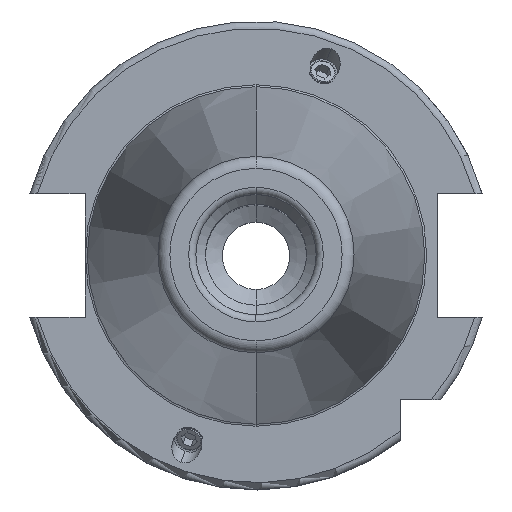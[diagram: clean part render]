
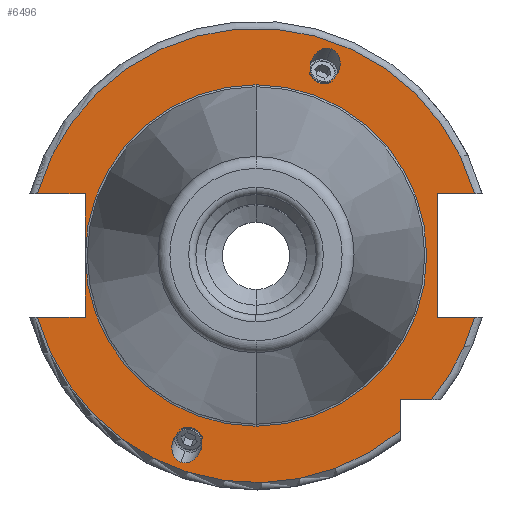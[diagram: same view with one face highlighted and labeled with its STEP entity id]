
A CAD part, top view. The second image highlights one B-rep face of the part: STEP entity #6496.
In plain terms, the highlighted planar face has unit normal (0, 0, 1).
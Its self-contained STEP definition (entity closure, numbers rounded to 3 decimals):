
#814=CARTESIAN_POINT('',(0,0,15.9));
#815=DIRECTION('',(0,0,1));
#816=DIRECTION('',(0.962,0.272,0));
#817=AXIS2_PLACEMENT_3D('',#814,#815,#816);
#865=CARTESIAN_POINT('',(0,0,15.9));
#866=DIRECTION('',(0,0,1));
#867=DIRECTION('',(-0.962,-0.272,0));
#868=AXIS2_PLACEMENT_3D('',#865,#866,#867);
#884=DIRECTION('',(1,0,0));
#885=VECTOR('',#884,9.969);
#886=CARTESIAN_POINT('',(-45.469,-12.85,15.9));
#887=LINE('',#886,#885);
#888=DIRECTION('',(0.,1,0));
#889=VECTOR('',#888,12.85);
#890=CARTESIAN_POINT('',(-35.5,-12.85,15.9));
#891=LINE('',#890,#889);
#892=DIRECTION('',(0.,1,0));
#893=VECTOR('',#892,12.85);
#894=CARTESIAN_POINT('',(-35.5,0,15.9));
#895=LINE('',#894,#893);
#896=DIRECTION('',(1,0,0));
#897=VECTOR('',#896,9.969);
#898=CARTESIAN_POINT('',(-45.469,12.85,15.9));
#899=LINE('',#898,#897);
#900=DIRECTION('',(-1,0,0));
#901=VECTOR('',#900,7.769);
#902=CARTESIAN_POINT('',(45.469,12.85,15.9));
#903=LINE('',#902,#901);
#904=DIRECTION('',(0,-1,0));
#905=VECTOR('',#904,25.7);
#906=CARTESIAN_POINT('',(37.7,12.85,15.9));
#907=LINE('',#906,#905);
#908=DIRECTION('',(-1,0,0));
#909=VECTOR('',#908,7.769);
#910=CARTESIAN_POINT('',(45.469,-12.85,15.9));
#911=LINE('',#910,#909);
#912=CARTESIAN_POINT('',(0,0,15.9));
#913=DIRECTION('',(0,0,1));
#914=DIRECTION('',(0.773,-0.635,0));
#915=AXIS2_PLACEMENT_3D('',#912,#913,#914);
#917=DIRECTION('',(-1,0,0));
#918=VECTOR('',#917,6.504);
#919=CARTESIAN_POINT('',(36.504,-30,15.9));
#920=LINE('',#919,#918);
#921=DIRECTION('',(0,1,0));
#922=VECTOR('',#921,6.504);
#923=CARTESIAN_POINT('',(30,-36.504,15.9));
#924=LINE('',#923,#922);
#925=CARTESIAN_POINT('',(15.638,42.966,15.9));
#926=CARTESIAN_POINT('',(15.301,43.089,15.9));
#927=CARTESIAN_POINT('',(14.517,43.205,15.9));
#928=CARTESIAN_POINT('',(13.205,42.774,15.9));
#929=CARTESIAN_POINT('',(12.281,41.938,15.9));
#930=CARTESIAN_POINT('',(11.759,41.131,15.9));
#931=CARTESIAN_POINT('',(11.484,40.516,15.9));
#932=CARTESIAN_POINT('',(11.299,39.867,15.9));
#933=CARTESIAN_POINT('',(11.18,38.913,15.9));
#934=CARTESIAN_POINT('',(11.35,37.679,15.9));
#935=CARTESIAN_POINT('',(12.078,36.506,15.9));
#936=CARTESIAN_POINT('',(12.754,36.091,15.9));
#937=CARTESIAN_POINT('',(13.091,35.968,15.9));
#939=CARTESIAN_POINT('',(13.091,35.968,15.9));
#940=CARTESIAN_POINT('',(13.429,35.845,15.9));
#941=CARTESIAN_POINT('',(14.213,35.729,15.9));
#942=CARTESIAN_POINT('',(15.525,36.16,15.9));
#943=CARTESIAN_POINT('',(16.448,36.996,15.9));
#944=CARTESIAN_POINT('',(16.971,37.803,15.9));
#945=CARTESIAN_POINT('',(17.246,38.418,15.9));
#946=CARTESIAN_POINT('',(17.431,39.067,15.9));
#947=CARTESIAN_POINT('',(17.549,40.021,15.9));
#948=CARTESIAN_POINT('',(17.379,41.255,15.9));
#949=CARTESIAN_POINT('',(16.651,42.428,15.9));
#950=CARTESIAN_POINT('',(15.976,42.843,15.9));
#951=CARTESIAN_POINT('',(15.638,42.966,15.9));
#953=CARTESIAN_POINT('',(-15.638,-42.966,15.9));
#954=CARTESIAN_POINT('',(-15.976,-42.843,15.9));
#955=CARTESIAN_POINT('',(-16.651,-42.428,15.9));
#956=CARTESIAN_POINT('',(-17.379,-41.255,15.9));
#957=CARTESIAN_POINT('',(-17.549,-40.021,15.9));
#958=CARTESIAN_POINT('',(-17.431,-39.067,15.9));
#959=CARTESIAN_POINT('',(-17.246,-38.418,15.9));
#960=CARTESIAN_POINT('',(-16.971,-37.803,15.9));
#961=CARTESIAN_POINT('',(-16.448,-36.996,15.9));
#962=CARTESIAN_POINT('',(-15.525,-36.16,15.9));
#963=CARTESIAN_POINT('',(-14.213,-35.729,15.9));
#964=CARTESIAN_POINT('',(-13.429,-35.845,15.9));
#965=CARTESIAN_POINT('',(-13.091,-35.968,15.9));
#967=CARTESIAN_POINT('',(-13.091,-35.968,15.9));
#968=CARTESIAN_POINT('',(-12.754,-36.091,15.9));
#969=CARTESIAN_POINT('',(-12.078,-36.506,15.9));
#970=CARTESIAN_POINT('',(-11.35,-37.679,15.9));
#971=CARTESIAN_POINT('',(-11.18,-38.913,15.9));
#972=CARTESIAN_POINT('',(-11.299,-39.867,15.9));
#973=CARTESIAN_POINT('',(-11.484,-40.516,15.9));
#974=CARTESIAN_POINT('',(-11.759,-41.131,15.9));
#975=CARTESIAN_POINT('',(-12.281,-41.938,15.9));
#976=CARTESIAN_POINT('',(-13.205,-42.774,15.9));
#977=CARTESIAN_POINT('',(-14.517,-43.205,15.9));
#978=CARTESIAN_POINT('',(-15.301,-43.089,15.9));
#979=CARTESIAN_POINT('',(-15.638,-42.966,15.9));
#981=CARTESIAN_POINT('',(0,0,15.9));
#982=DIRECTION('',(0,0,1));
#983=DIRECTION('',(0,1,0));
#984=AXIS2_PLACEMENT_3D('',#981,#982,#983);
#996=CARTESIAN_POINT('',(0,0,15.9));
#997=DIRECTION('',(0,0,1));
#998=DIRECTION('',(-1,0,0));
#999=AXIS2_PLACEMENT_3D('',#996,#997,#998);
#1001=CARTESIAN_POINT('',(0,0,15.9));
#1002=DIRECTION('',(0,0,-1));
#1003=DIRECTION('',(0,1,0));
#1004=AXIS2_PLACEMENT_3D('',#1001,#1002,#1003);
#4918=CARTESIAN_POINT('',(0,35.5,15.9));
#4920=VERTEX_POINT('',#4918);
#4940=CARTESIAN_POINT('',(0,-35.5,15.9));
#4942=VERTEX_POINT('',#4940);
#5088=CARTESIAN_POINT('',(-45.469,-12.85,15.9));
#5089=CARTESIAN_POINT('',(-35.5,-12.85,15.9));
#5090=VERTEX_POINT('',#5088);
#5091=VERTEX_POINT('',#5089);
#5092=CARTESIAN_POINT('',(-35.5,0,15.9));
#5093=VERTEX_POINT('',#5092);
#5094=CARTESIAN_POINT('',(-35.5,12.85,15.9));
#5095=VERTEX_POINT('',#5094);
#5096=CARTESIAN_POINT('',(-45.469,12.85,15.9));
#5097=VERTEX_POINT('',#5096);
#5098=CARTESIAN_POINT('',(37.7,12.85,15.9));
#5099=CARTESIAN_POINT('',(37.7,-12.85,15.9));
#5100=VERTEX_POINT('',#5098);
#5101=VERTEX_POINT('',#5099);
#5102=CARTESIAN_POINT('',(45.469,-12.85,15.9));
#5103=VERTEX_POINT('',#5102);
#5104=CARTESIAN_POINT('',(45.469,12.85,15.9));
#5105=VERTEX_POINT('',#5104);
#5106=CARTESIAN_POINT('',(30,-36.504,15.9));
#5107=CARTESIAN_POINT('',(30,-30,15.9));
#5108=VERTEX_POINT('',#5106);
#5109=VERTEX_POINT('',#5107);
#5110=CARTESIAN_POINT('',(36.504,-30,15.9));
#5111=VERTEX_POINT('',#5110);
#5204=VERTEX_POINT('',#925);
#5205=VERTEX_POINT('',#937);
#5260=CARTESIAN_POINT('',(-15.638,-42.966,15.9));
#5262=VERTEX_POINT('',#5260);
#5267=CARTESIAN_POINT('',(-13.091,-35.968,15.9));
#5268=VERTEX_POINT('',#5267);
#6457=CARTESIAN_POINT('',(0,0,15.9));
#6458=DIRECTION('',(0,0,-1));
#6459=DIRECTION('',(0,-1,0));
#6460=AXIS2_PLACEMENT_3D('',#6457,#6458,#6459);
#6461=PLANE('',#6460);
#6462=ORIENTED_EDGE('',*,*,#5850,.T.);
#6463=ORIENTED_EDGE('',*,*,#5886,.T.);
#6465=ORIENTED_EDGE('',*,*,#6464,.T.);
#6467=ORIENTED_EDGE('',*,*,#6466,.F.);
#6469=ORIENTED_EDGE('',*,*,#6468,.T.);
#6470=ORIENTED_EDGE('',*,*,#5884,.T.);
#6471=ORIENTED_EDGE('',*,*,#5919,.F.);
#6472=ORIENTED_EDGE('',*,*,#6435,.F.);
#6474=ORIENTED_EDGE('',*,*,#6473,.T.);
#6476=ORIENTED_EDGE('',*,*,#6475,.T.);
#6477=ORIENTED_EDGE('',*,*,#5800,.F.);
#6478=ORIENTED_EDGE('',*,*,#6425,.F.);
#6479=ORIENTED_EDGE('',*,*,#5972,.T.);
#6480=ORIENTED_EDGE('',*,*,#6023,.F.);
#6481=ORIENTED_EDGE('',*,*,#6451,.F.);
#6482=EDGE_LOOP('',(#6462,#6463,#6465,#6467,#6469,#6470,#6471,#6472,#6474,#6476,
#6477,#6478,#6479,#6480,#6481));
#6483=FACE_OUTER_BOUND('',#6482,.F.);
#6485=ORIENTED_EDGE('',*,*,#6484,.T.);
#6487=ORIENTED_EDGE('',*,*,#6486,.T.);
#6488=EDGE_LOOP('',(#6485,#6487));
#6489=FACE_BOUND('',#6488,.F.);
#6491=ORIENTED_EDGE('',*,*,#6490,.F.);
#6493=ORIENTED_EDGE('',*,*,#6492,.F.);
#6494=EDGE_LOOP('',(#6491,#6493));
#6495=FACE_BOUND('',#6494,.F.);
#6496=ADVANCED_FACE('',(#6483,#6489,#6495),#6461,.F.);
#818=CIRCLE('',#817,47.25);
#869=CIRCLE('',#868,47.25);
#916=CIRCLE('',#915,47.25);
#938=B_SPLINE_CURVE_WITH_KNOTS('',3,(#925,#926,#927,#928,#929,#930,#931,#932,
#933,#934,#935,#936,#937),.UNSPECIFIED.,.F.,.F.,(4,1,1,1,1,1,1,1,1,1,4),(0,
0.125,0.25,0.375,0.438,0.5,0.563,0.625,0.75,0.875,1),
.UNSPECIFIED.);
#952=B_SPLINE_CURVE_WITH_KNOTS('',3,(#939,#940,#941,#942,#943,#944,#945,#946,
#947,#948,#949,#950,#951),.UNSPECIFIED.,.F.,.F.,(4,1,1,1,1,1,1,1,1,1,4),(0,
0.125,0.25,0.375,0.438,0.5,0.563,0.625,0.75,0.875,1),
.UNSPECIFIED.);
#966=B_SPLINE_CURVE_WITH_KNOTS('',3,(#953,#954,#955,#956,#957,#958,#959,#960,
#961,#962,#963,#964,#965),.UNSPECIFIED.,.F.,.F.,(4,1,1,1,1,1,1,1,1,1,4),(0,
0.125,0.25,0.375,0.438,0.5,0.563,0.625,0.75,0.875,1),
.UNSPECIFIED.);
#980=B_SPLINE_CURVE_WITH_KNOTS('',3,(#967,#968,#969,#970,#971,#972,#973,#974,
#975,#976,#977,#978,#979),.UNSPECIFIED.,.F.,.F.,(4,1,1,1,1,1,1,1,1,1,4),(0,
0.125,0.25,0.375,0.438,0.5,0.563,0.625,0.75,0.875,1),
.UNSPECIFIED.);
#985=CIRCLE('',#984,35.5);
#1000=CIRCLE('',#999,35.5);
#1005=CIRCLE('',#1004,35.5);
#5800=EDGE_CURVE('',#5103,#5101,#911,.T.);
#5850=EDGE_CURVE('',#5090,#5091,#887,.T.);
#5884=EDGE_CURVE('',#5093,#5095,#895,.T.);
#5886=EDGE_CURVE('',#5091,#5093,#891,.T.);
#5919=EDGE_CURVE('',#5097,#5095,#899,.T.);
#5972=EDGE_CURVE('',#5111,#5109,#920,.T.);
#6023=EDGE_CURVE('',#5108,#5109,#924,.T.);
#6425=EDGE_CURVE('',#5111,#5103,#916,.T.);
#6435=EDGE_CURVE('',#5105,#5097,#818,.T.);
#6451=EDGE_CURVE('',#5090,#5108,#869,.T.);
#6464=EDGE_CURVE('',#5093,#4942,#1000,.T.);
#6466=EDGE_CURVE('',#4920,#4942,#1005,.T.);
#6468=EDGE_CURVE('',#4920,#5093,#985,.T.);
#6473=EDGE_CURVE('',#5105,#5100,#903,.T.);
#6475=EDGE_CURVE('',#5100,#5101,#907,.T.);
#6484=EDGE_CURVE('',#5204,#5205,#938,.T.);
#6486=EDGE_CURVE('',#5205,#5204,#952,.T.);
#6490=EDGE_CURVE('',#5262,#5268,#966,.T.);
#6492=EDGE_CURVE('',#5268,#5262,#980,.T.);
